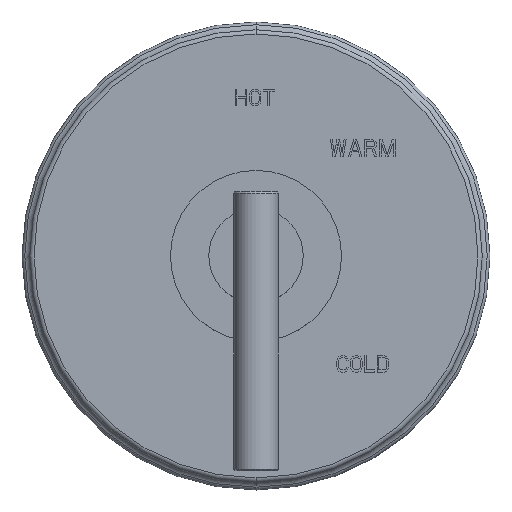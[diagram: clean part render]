
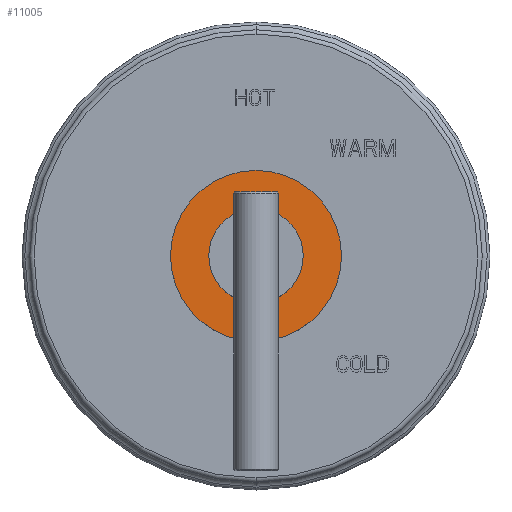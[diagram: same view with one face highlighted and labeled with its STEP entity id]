
A CAD part, top view. The second image highlights one B-rep face of the part: STEP entity #11005.
In plain terms, the highlighted planar face has unit normal (0, 0, 1).
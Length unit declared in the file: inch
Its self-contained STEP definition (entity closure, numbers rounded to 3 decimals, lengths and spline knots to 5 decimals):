
#3784=CARTESIAN_POINT('',(0.,0.,0.688));
#3785=DIRECTION('',(0.,0.,-1.));
#3786=DIRECTION('',(0.,1.,0.));
#3787=AXIS2_PLACEMENT_3D('',#3784,#3785,#3786);
#3793=CARTESIAN_POINT('',(0.,0.,0.688));
#3794=DIRECTION('',(0.,0.,1.));
#3795=DIRECTION('',(0.,1.,0.));
#3796=AXIS2_PLACEMENT_3D('',#3793,#3794,#3795);
#3802=CARTESIAN_POINT('',(0.,0.,0.688));
#3803=DIRECTION('',(0.,0.,-1.));
#3804=DIRECTION('',(0.,-1.,0.));
#3805=AXIS2_PLACEMENT_3D('',#3802,#3803,#3804);
#3807=CARTESIAN_POINT('',(0.,0.,0.688));
#3808=DIRECTION('',(0.,0.,-1.));
#3809=DIRECTION('',(0.,1.,0.));
#3810=AXIS2_PLACEMENT_3D('',#3807,#3808,#3809);
#5350=CARTESIAN_POINT('',(0.,1.1875,0.688));
#5351=CARTESIAN_POINT('',(0.,-1.1875,0.688));
#5352=VERTEX_POINT('',#5350);
#5353=VERTEX_POINT('',#5351);
#5366=CARTESIAN_POINT('',(0.,-0.65625,0.688));
#5367=CARTESIAN_POINT('',(0.,0.65625,0.688));
#5368=VERTEX_POINT('',#5366);
#5369=VERTEX_POINT('',#5367);
#10990=CARTESIAN_POINT('',(0.,0.,0.688));
#10991=DIRECTION('',(0.,0.,-1.));
#10992=DIRECTION('',(0.,-1.,0.));
#10993=AXIS2_PLACEMENT_3D('',#10990,#10991,#10992);
#10994=PLANE('',#10993);
#10995=ORIENTED_EDGE('',*,*,#10984,.F.);
#10996=ORIENTED_EDGE('',*,*,#10970,.T.);
#10997=EDGE_LOOP('',(#10995,#10996));
#10998=FACE_OUTER_BOUND('',#10997,.F.);
#11000=ORIENTED_EDGE('',*,*,#10999,.F.);
#11002=ORIENTED_EDGE('',*,*,#11001,.F.);
#11003=EDGE_LOOP('',(#11000,#11002));
#11004=FACE_BOUND('',#11003,.F.);
#11005=ADVANCED_FACE('',(#10998,#11004),#10994,.F.);
#3788=CIRCLE('',#3787,1.1875);
#3797=CIRCLE('',#3796,1.1875);
#3806=CIRCLE('',#3805,0.65625);
#3811=CIRCLE('',#3810,0.65625);
#10970=EDGE_CURVE('',#5352,#5353,#3788,.T.);
#10984=EDGE_CURVE('',#5352,#5353,#3797,.T.);
#10999=EDGE_CURVE('',#5368,#5369,#3806,.T.);
#11001=EDGE_CURVE('',#5369,#5368,#3811,.T.);
